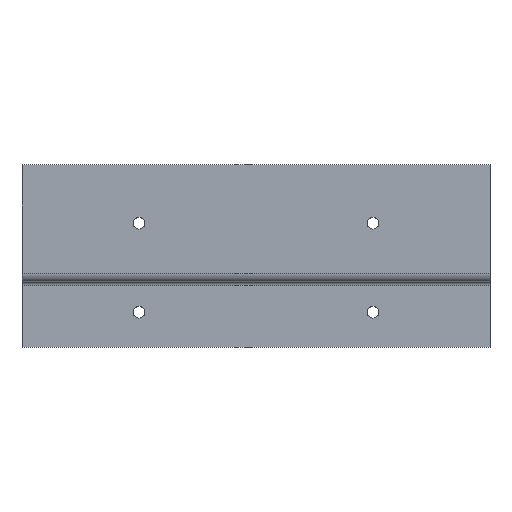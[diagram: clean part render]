
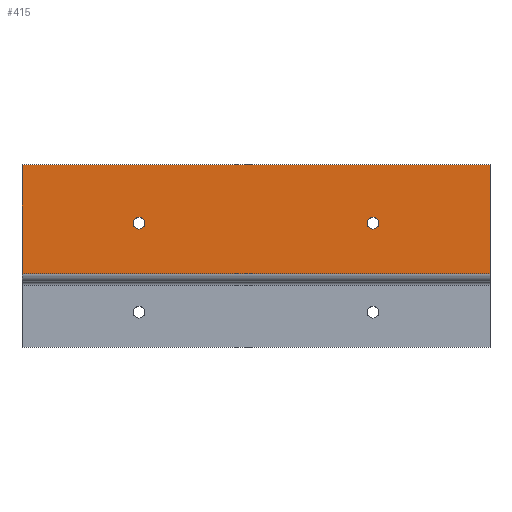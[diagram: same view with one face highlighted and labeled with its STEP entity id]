
A CAD part, top view. The second image highlights one B-rep face of the part: STEP entity #415.
In plain terms, the highlighted planar face has unit normal (0, 0, 1).
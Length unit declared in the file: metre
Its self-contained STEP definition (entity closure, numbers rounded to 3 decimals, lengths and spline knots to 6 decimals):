
#25=CIRCLE('',#456,0.0025);
#27=CIRCLE('',#459,0.0025);
#110=ORIENTED_EDGE('',*,*,#184,.T.);
#111=ORIENTED_EDGE('',*,*,#186,.T.);
#112=ORIENTED_EDGE('',*,*,#191,.F.);
#113=ORIENTED_EDGE('',*,*,#180,.T.);
#114=ORIENTED_EDGE('',*,*,#177,.T.);
#115=ORIENTED_EDGE('',*,*,#187,.T.);
#177=EDGE_CURVE('',#222,#220,#257,.T.);
#180=EDGE_CURVE('',#224,#222,#260,.T.);
#184=EDGE_CURVE('',#227,#227,#25,.T.);
#186=EDGE_CURVE('',#229,#229,#27,.T.);
#187=EDGE_CURVE('',#220,#230,#263,.T.);
#191=EDGE_CURVE('',#224,#230,#267,.F.);
#220=VERTEX_POINT('',#663);
#222=VERTEX_POINT('',#666);
#224=VERTEX_POINT('',#672);
#227=VERTEX_POINT('',#680);
#229=VERTEX_POINT('',#685);
#230=VERTEX_POINT('',#688);
#257=LINE('',#665,#293);
#260=LINE('',#671,#296);
#263=LINE('',#687,#299);
#267=LINE('',#695,#303);
#293=VECTOR('',#538,1.);
#296=VECTOR('',#543,1.);
#299=VECTOR('',#560,1.);
#303=VECTOR('',#568,1.);
#331=EDGE_LOOP('',(#110));
#332=EDGE_LOOP('',(#111));
#333=EDGE_LOOP('',(#112,#113,#114,#115));
#369=FACE_BOUND('',#331,.T.);
#370=FACE_BOUND('',#332,.T.);
#371=FACE_BOUND('',#333,.T.);
#393=PLANE('',#462);
#415=ADVANCED_FACE('',(#369,#370,#371),#393,.F.);
#456=AXIS2_PLACEMENT_3D('',#679,#550,#551);
#459=AXIS2_PLACEMENT_3D('',#684,#556,#557);
#462=AXIS2_PLACEMENT_3D('',#694,#566,#567);
#538=DIRECTION('',(-1.,0.,0.));
#543=DIRECTION('',(0.,1.,0.));
#550=DIRECTION('',(0.,0.,-1.));
#551=DIRECTION('',(-1.,0.,0.));
#556=DIRECTION('',(0.,0.,-1.));
#557=DIRECTION('',(-1.,0.,0.));
#560=DIRECTION('',(0.,-1.,0.));
#566=DIRECTION('',(0.,0.,-1.));
#567=DIRECTION('',(-1.,0.,0.));
#568=DIRECTION('',(1.,0.,0.));
#663=CARTESIAN_POINT('',(-0.1,0.064,0.02));
#665=CARTESIAN_POINT('',(0.,0.064,0.02));
#666=CARTESIAN_POINT('',(0.1,0.064,0.02));
#671=CARTESIAN_POINT('',(0.1,0.039,0.02));
#672=CARTESIAN_POINT('',(0.1,0.0175,0.02));
#679=CARTESIAN_POINT('',(-0.05,0.039,0.02));
#680=CARTESIAN_POINT('',(-0.0525,0.039,0.02));
#684=CARTESIAN_POINT('',(0.05,0.039,0.02));
#685=CARTESIAN_POINT('',(0.0475,0.039,0.02));
#687=CARTESIAN_POINT('',(-0.1,0.039,0.02));
#688=CARTESIAN_POINT('',(-0.1,0.0175,0.02));
#694=CARTESIAN_POINT('',(0.,0.039,0.02));
#695=CARTESIAN_POINT('',(0.,0.0175,0.02));
